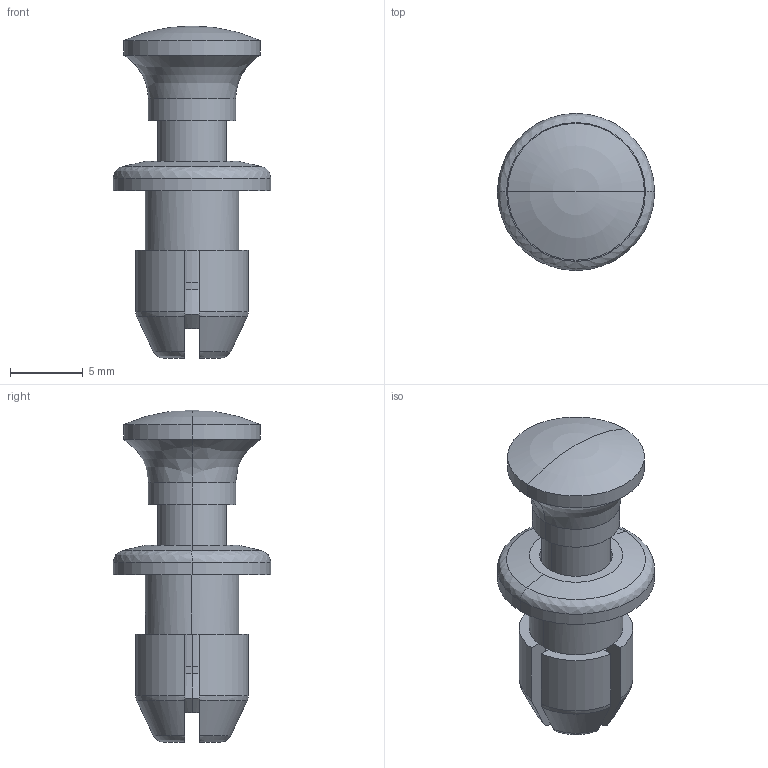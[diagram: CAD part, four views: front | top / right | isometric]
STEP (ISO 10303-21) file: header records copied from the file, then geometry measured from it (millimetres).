
FILE_DESCRIPTION( (''), '2;1');
FILE_NAME ('PC006.5348.TL_H322_4_1_003_25268.stp','2022-10-03T18:14:13',(''),(''),'spGate 18.9.1 (****-****-****-****)','','');
FILE_SCHEMA (('AUTOMOTIVE_DESIGN'));
Length unit declared in the file: millimetre
Products named in the file (3): Assembly; grommet; plunger
Assembly tree (2 placements, depth 2):
  Assembly
    grommet
    plunger
Bounding box: 10.8 x 10.8 x 22.8 mm (x, y, z)
Volume: 804.4 mm3; surface area: 1123.9 mm2
Topology: 2 solids, 2 shells, 80 faces, 198 edges, 123 vertices
Faces by surface type: bspline 28, plane 26, cylinder 24, sphere 2
Entity records: 4228 total; most frequent: CARTESIAN_POINT 867, ORIENTED_EDGE 392, DIRECTION 336, COLOUR_RGB 278, PRESENTATION_STYLE_ASSIGNMENT 278, STYLED_ITEM 278, EDGE_CURVE 196, DRAUGHTING_PRE_DEFINED_CURVE_FONT 196
